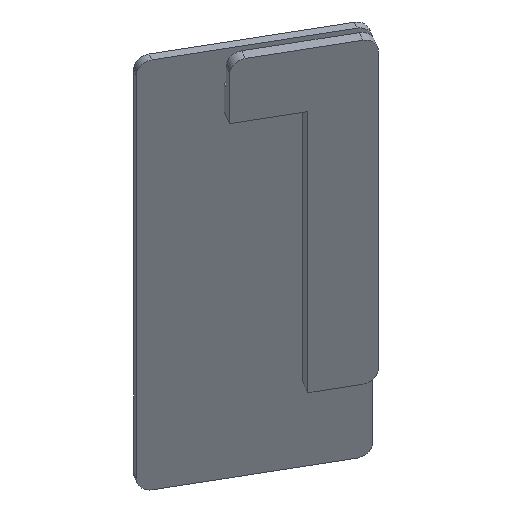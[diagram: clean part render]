
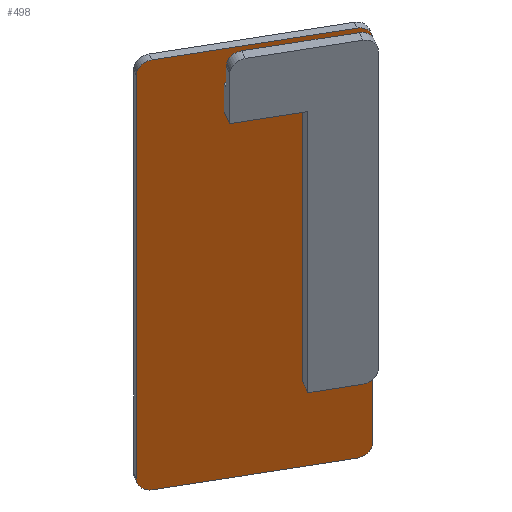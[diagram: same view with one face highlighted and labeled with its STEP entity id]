
A CAD part, isometric view. The second image highlights one B-rep face of the part: STEP entity #498.
In plain terms, the highlighted planar face has unit normal (-0.5, -0.866, 0).
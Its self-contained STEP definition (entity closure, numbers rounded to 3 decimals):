
#9 = AXIS2_PLACEMENT_3D ( 'NONE', #431, #116, #118 ) ;
#18 = CARTESIAN_POINT ( 'NONE',  ( 2.194, -8.66, 8.895 ) ) ;
#20 = LINE ( 'NONE', #329, #536 ) ;
#22 = LINE ( 'NONE', #18, #715 ) ;
#29 = AXIS2_PLACEMENT_3D ( 'NONE', #38, #593, #48 ) ;
#30 = CARTESIAN_POINT ( 'NONE',  ( 27.319, -23.166, 8.895 ) ) ;
#38 = CARTESIAN_POINT ( 'NONE',  ( 8.256, -12.16, 43.395 ) ) ;
#39 = CARTESIAN_POINT ( 'NONE',  ( 2.194, -8.66, 35.895 ) ) ;
#40 = VECTOR ( 'NONE', #760, 1000. ) ;
#43 = CARTESIAN_POINT ( 'NONE',  ( -6.466, -3.66, 35.895 ) ) ;
#48 = DIRECTION ( 'NONE',  ( -0.866, 0.5, 0. ) ) ;
#57 = DIRECTION ( 'NONE',  ( 0., 0., -1. ) ) ;
#68 = DIRECTION ( 'NONE',  ( -0.866, 0.5, 0. ) ) ;
#69 = ORIENTED_EDGE ( 'NONE', *, *, #713, .T. ) ;
#70 = VERTEX_POINT ( 'NONE', #567 ) ;
#71 = DIRECTION ( 'NONE',  ( -0.866, 0.5, 0. ) ) ;
#72 = ORIENTED_EDGE ( 'NONE', *, *, #160, .T. ) ;
#73 = EDGE_CURVE ( 'NONE', #153, #685, #22, .T. ) ;
#80 = FACE_OUTER_BOUND ( 'NONE', #504, .T. ) ;
#94 = CARTESIAN_POINT ( 'NONE',  ( 8.256, -12.16, 45.395 ) ) ;
#100 = EDGE_CURVE ( 'NONE', #662, #731, #338, .T. ) ;
#101 = CARTESIAN_POINT ( 'NONE',  ( 11.488, -14.026, 40.195 ) ) ;
#104 = VECTOR ( 'NONE', #458, 1000. ) ;
#108 = EDGE_CURVE ( 'NONE', #635, #543, #756, .T. ) ;
#109 = CARTESIAN_POINT ( 'NONE',  ( 27.319, -23.166, 35.895 ) ) ;
#116 = DIRECTION ( 'NONE',  ( -0.5, -0.866, 0. ) ) ;
#118 = DIRECTION ( 'NONE',  ( -0.866, 0.5, 0. ) ) ;
#122 = ORIENTED_EDGE ( 'NONE', *, *, #73, .F. ) ;
#148 = EDGE_CURVE ( 'NONE', #301, #741, #163, .T. ) ;
#153 = VERTEX_POINT ( 'NONE', #39 ) ;
#160 = EDGE_CURVE ( 'NONE', #153, #635, #280, .T. ) ;
#163 = LINE ( 'NONE', #405, #202 ) ;
#167 = CIRCLE ( 'NONE', #29, 2. ) ;
#169 = LINE ( 'NONE', #641, #386 ) ;
#172 = CARTESIAN_POINT ( 'NONE',  ( 8.256, -12.16, -19.605 ) ) ;
#176 = CARTESIAN_POINT ( 'NONE',  ( 8.256, -12.16, -17.605 ) ) ;
#185 = ORIENTED_EDGE ( 'NONE', *, *, #108, .T. ) ;
#202 = VECTOR ( 'NONE', #768, 1000. ) ;
#245 = CARTESIAN_POINT ( 'NONE',  ( 5.398, -10.51, 45.395 ) ) ;
#255 = CIRCLE ( 'NONE', #477, 2. ) ;
#263 = DIRECTION ( 'NONE',  ( 0., 0., 1. ) ) ;
#269 = CIRCLE ( 'NONE', #9, 2. ) ;
#273 = CARTESIAN_POINT ( 'NONE',  ( -16.166, 1.94, 4.395 ) ) ;
#280 = LINE ( 'NONE', #109, #486 ) ;
#282 = AXIS2_PLACEMENT_3D ( 'NONE', #176, #614, #68 ) ;
#301 = VERTEX_POINT ( 'NONE', #551 ) ;
#310 = LINE ( 'NONE', #245, #586 ) ;
#319 = CARTESIAN_POINT ( 'NONE',  ( -6.466, -3.66, 40.195 ) ) ;
#325 = DIRECTION ( 'NONE',  ( -0.866, 0.5, 0. ) ) ;
#327 = ORIENTED_EDGE ( 'NONE', *, *, #643, .T. ) ;
#329 = CARTESIAN_POINT ( 'NONE',  ( 9.988, -13.16, 40.395 ) ) ;
#336 = CARTESIAN_POINT ( 'NONE',  ( -14.434, 0.94, 45.395 ) ) ;
#337 = EDGE_CURVE ( 'NONE', #731, #301, #269, .T. ) ;
#338 = LINE ( 'NONE', #273, #40 ) ;
#342 = DIRECTION ( 'NONE',  ( -0.866, 0.5, 0. ) ) ;
#343 = ORIENTED_EDGE ( 'NONE', *, *, #148, .T. ) ;
#374 = ORIENTED_EDGE ( 'NONE', *, *, #382, .T. ) ;
#382 = EDGE_CURVE ( 'NONE', #741, #645, #623, .T. ) ;
#383 = EDGE_CURVE ( 'NONE', #432, #602, #310, .T. ) ;
#386 = VECTOR ( 'NONE', #652, 1000. ) ;
#395 = FACE_BOUND ( 'NONE', #518, .T. ) ;
#402 = ORIENTED_EDGE ( 'NONE', *, *, #479, .T. ) ;
#405 = CARTESIAN_POINT ( 'NONE',  ( 5.658, -10.66, -19.605 ) ) ;
#431 = CARTESIAN_POINT ( 'NONE',  ( -14.434, 0.94, -17.605 ) ) ;
#432 = VERTEX_POINT ( 'NONE', #503 ) ;
#440 = DIRECTION ( 'NONE',  ( 0.5, 0.866, 0. ) ) ;
#458 = DIRECTION ( 'NONE',  ( -0.866, 0.5, 0. ) ) ;
#467 = CARTESIAN_POINT ( 'NONE',  ( -14.434, 0.94, 43.395 ) ) ;
#477 = AXIS2_PLACEMENT_3D ( 'NONE', #467, #709, #648 ) ;
#478 = ORIENTED_EDGE ( 'NONE', *, *, #100, .T. ) ;
#479 = EDGE_CURVE ( 'NONE', #602, #685, #755, .T. ) ;
#482 = ORIENTED_EDGE ( 'NONE', *, *, #337, .T. ) ;
#486 = VECTOR ( 'NONE', #342, 1000. ) ;
#498 = ADVANCED_FACE ( 'NONE', ( #80, #395 ), #618, .F. ) ;
#503 = CARTESIAN_POINT ( 'NONE',  ( 5.398, -10.51, 40.195 ) ) ;
#504 = EDGE_LOOP ( 'NONE', ( #482, #343, #374, #550, #557, #327, #69, #478 ) ) ;
#518 = EDGE_LOOP ( 'NONE', ( #681, #402, #122, #72, #185, #719 ) ) ;
#522 = VECTOR ( 'NONE', #577, 1000. ) ;
#528 = CARTESIAN_POINT ( 'NONE',  ( 9.988, -13.16, -17.605 ) ) ;
#530 = CARTESIAN_POINT ( 'NONE',  ( -16.166, 1.94, 43.395 ) ) ;
#536 = VECTOR ( 'NONE', #263, 1000. ) ;
#543 = VERTEX_POINT ( 'NONE', #319 ) ;
#544 = EDGE_CURVE ( 'NONE', #645, #70, #20, .T. ) ;
#550 = ORIENTED_EDGE ( 'NONE', *, *, #544, .T. ) ;
#551 = CARTESIAN_POINT ( 'NONE',  ( -14.434, 0.94, -19.605 ) ) ;
#555 = CARTESIAN_POINT ( 'NONE',  ( 9.988, -13.16, -6.605 ) ) ;
#557 = ORIENTED_EDGE ( 'NONE', *, *, #690, .T. ) ;
#567 = CARTESIAN_POINT ( 'NONE',  ( 9.988, -13.16, 43.395 ) ) ;
#577 = DIRECTION ( 'NONE',  ( 0., 0., 1. ) ) ;
#584 = CARTESIAN_POINT ( 'NONE',  ( 2.194, -8.66, -6.605 ) ) ;
#586 = VECTOR ( 'NONE', #57, 1000. ) ;
#593 = DIRECTION ( 'NONE',  ( -0.5, -0.866, 0. ) ) ;
#599 = CARTESIAN_POINT ( 'NONE',  ( -16.166, 1.94, -17.605 ) ) ;
#602 = VERTEX_POINT ( 'NONE', #700 ) ;
#606 = EDGE_CURVE ( 'NONE', #432, #543, #646, .T. ) ;
#611 = VECTOR ( 'NONE', #71, 1000. ) ;
#614 = DIRECTION ( 'NONE',  ( -0.5, -0.866, 0. ) ) ;
#618 = PLANE ( 'NONE',  #639 ) ;
#623 = CIRCLE ( 'NONE', #282, 2. ) ;
#635 = VERTEX_POINT ( 'NONE', #43 ) ;
#639 = AXIS2_PLACEMENT_3D ( 'NONE', #30, #440, #325 ) ;
#641 = CARTESIAN_POINT ( 'NONE',  ( 11.488, -14.026, 45.395 ) ) ;
#643 = EDGE_CURVE ( 'NONE', #670, #776, #169, .T. ) ;
#645 = VERTEX_POINT ( 'NONE', #528 ) ;
#646 = LINE ( 'NONE', #101, #104 ) ;
#648 = DIRECTION ( 'NONE',  ( -0.866, 0.5, 0. ) ) ;
#652 = DIRECTION ( 'NONE',  ( -0.866, 0.5, 0. ) ) ;
#662 = VERTEX_POINT ( 'NONE', #530 ) ;
#670 = VERTEX_POINT ( 'NONE', #94 ) ;
#681 = ORIENTED_EDGE ( 'NONE', *, *, #383, .T. ) ;
#685 = VERTEX_POINT ( 'NONE', #584 ) ;
#690 = EDGE_CURVE ( 'NONE', #70, #670, #167, .T. ) ;
#694 = DIRECTION ( 'NONE',  ( 0., 0., -1. ) ) ;
#697 = CARTESIAN_POINT ( 'NONE',  ( -6.466, -3.66, 45.395 ) ) ;
#700 = CARTESIAN_POINT ( 'NONE',  ( 5.398, -10.51, -6.605 ) ) ;
#709 = DIRECTION ( 'NONE',  ( -0.5, -0.866, 0. ) ) ;
#713 = EDGE_CURVE ( 'NONE', #776, #662, #255, .T. ) ;
#715 = VECTOR ( 'NONE', #694, 1000. ) ;
#719 = ORIENTED_EDGE ( 'NONE', *, *, #606, .F. ) ;
#731 = VERTEX_POINT ( 'NONE', #599 ) ;
#741 = VERTEX_POINT ( 'NONE', #172 ) ;
#755 = LINE ( 'NONE', #555, #611 ) ;
#756 = LINE ( 'NONE', #697, #522 ) ;
#760 = DIRECTION ( 'NONE',  ( 0., 0., -1. ) ) ;
#768 = DIRECTION ( 'NONE',  ( 0.866, -0.5, 0. ) ) ;
#776 = VERTEX_POINT ( 'NONE', #336 ) ;
